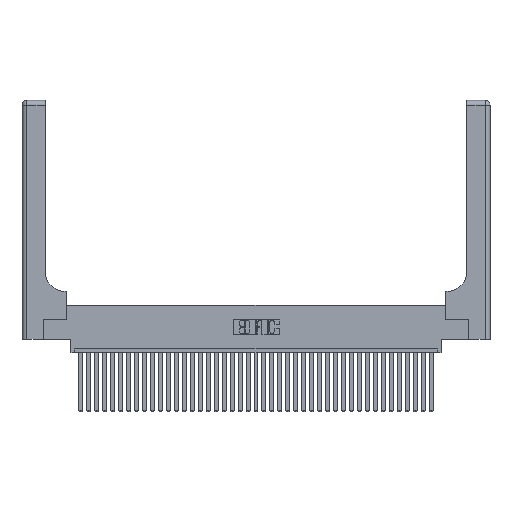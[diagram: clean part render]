
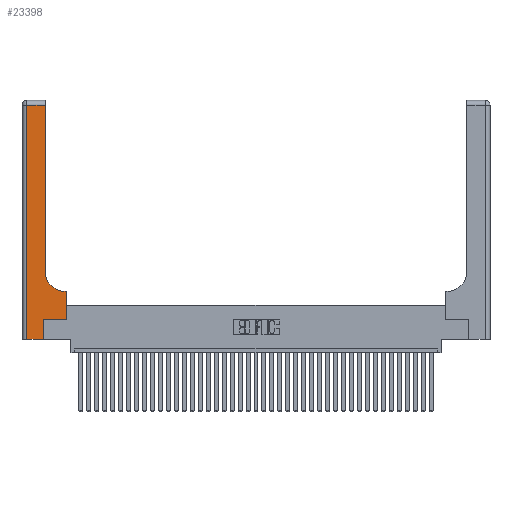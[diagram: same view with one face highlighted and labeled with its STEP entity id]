
A CAD part, top view. The second image highlights one B-rep face of the part: STEP entity #23398.
In plain terms, the highlighted planar face has unit normal (0, 0, 1).
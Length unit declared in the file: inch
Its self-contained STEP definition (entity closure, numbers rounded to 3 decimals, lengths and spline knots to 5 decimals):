
#505 = LINE ( 'NONE', #19362, #3317 ) ;
#658 = CARTESIAN_POINT ( 'NONE',  ( 0.5585, 0.25, 0.37 ) ) ;
#685 = EDGE_CURVE ( 'NONE', #10017, #7063, #15314, .T. ) ;
#2373 = FACE_OUTER_BOUND ( 'NONE', #18874, .T. ) ;
#2617 = LINE ( 'NONE', #24743, #10497 ) ;
#3317 = VECTOR ( 'NONE', #24978, 39.37008 ) ;
#5218 = VECTOR ( 'NONE', #29115, 39.37008 ) ;
#5892 = ORIENTED_EDGE ( 'NONE', *, *, #685, .T. ) ;
#5971 = DIRECTION ( 'NONE',  ( -1., 0., 0. ) ) ;
#6249 = CARTESIAN_POINT ( 'NONE',  ( 0.5415, 0.6, 0.37 ) ) ;
#6761 = EDGE_CURVE ( 'NONE', #24458, #33261, #25500, .T. ) ;
#6777 = ORIENTED_EDGE ( 'NONE', *, *, #32847, .T. ) ;
#6950 = LINE ( 'NONE', #658, #37778 ) ;
#7063 = VERTEX_POINT ( 'NONE', #25239 ) ;
#7073 = EDGE_CURVE ( 'NONE', #14189, #17442, #22645, .T. ) ;
#7721 = CARTESIAN_POINT ( 'NONE',  ( 0.06, 2.94, 0.37 ) ) ;
#8256 = CARTESIAN_POINT ( 'NONE',  ( 0.269, 0., 0.37 ) ) ;
#8781 = DIRECTION ( 'NONE',  ( 0., -1., 0. ) ) ;
#9682 = DIRECTION ( 'NONE',  ( -1., 0., 0. ) ) ;
#10017 = VERTEX_POINT ( 'NONE', #23302 ) ;
#10497 = VECTOR ( 'NONE', #15726, 39.37008 ) ;
#10609 = ORIENTED_EDGE ( 'NONE', *, *, #17207, .T. ) ;
#11689 = ORIENTED_EDGE ( 'NONE', *, *, #26432, .T. ) ;
#11709 = PLANE ( 'NONE',  #15203 ) ;
#11887 = VECTOR ( 'NONE', #24674, 39.37008 ) ;
#11943 = VERTEX_POINT ( 'NONE', #19307 ) ;
#12073 = CARTESIAN_POINT ( 'NONE',  ( 0., 3., 0.37 ) ) ;
#14189 = VERTEX_POINT ( 'NONE', #7721 ) ;
#15203 = AXIS2_PLACEMENT_3D ( 'NONE', #12073, #18085, #5971 ) ;
#15314 = LINE ( 'NONE', #18192, #19523 ) ;
#15443 = ORIENTED_EDGE ( 'NONE', *, *, #33691, .T. ) ;
#15726 = DIRECTION ( 'NONE',  ( 0., 1., 0. ) ) ;
#17207 = EDGE_CURVE ( 'NONE', #19557, #24458, #33661, .T. ) ;
#17442 = VERTEX_POINT ( 'NONE', #29392 ) ;
#17874 = DIRECTION ( 'NONE',  ( 0., 0., -1. ) ) ;
#17952 = LINE ( 'NONE', #21416, #11887 ) ;
#18001 = VECTOR ( 'NONE', #8781, 39.37008 ) ;
#18070 = DIRECTION ( 'NONE',  ( 1., 0., 0. ) ) ;
#18085 = DIRECTION ( 'NONE',  ( 0., 0., -1. ) ) ;
#18192 = CARTESIAN_POINT ( 'NONE',  ( 0.269, 0.25, 0.37 ) ) ;
#18874 = EDGE_LOOP ( 'NONE', ( #6777, #15443, #34906, #11689, #27318, #5892, #33922, #10609, #33441 ) ) ;
#18883 = DIRECTION ( 'NONE',  ( 0., 1., 0. ) ) ;
#19307 = CARTESIAN_POINT ( 'NONE',  ( 0.2915, 2.94, 0.37 ) ) ;
#19362 = CARTESIAN_POINT ( 'NONE',  ( 0.269, 0., 0.37 ) ) ;
#19523 = VECTOR ( 'NONE', #18070, 39.37008 ) ;
#19557 = VERTEX_POINT ( 'NONE', #26400 ) ;
#19749 = VECTOR ( 'NONE', #9682, 39.37008 ) ;
#20839 = CARTESIAN_POINT ( 'NONE',  ( 0.2915, 0.85, 0.37 ) ) ;
#21301 = AXIS2_PLACEMENT_3D ( 'NONE', #38489, #17874, #38609 ) ;
#21416 = CARTESIAN_POINT ( 'NONE',  ( 0., 0., 0.37 ) ) ;
#22645 = LINE ( 'NONE', #23779, #18001 ) ;
#22882 = EDGE_CURVE ( 'NONE', #31900, #10017, #505, .T. ) ;
#23302 = CARTESIAN_POINT ( 'NONE',  ( 0.269, 0.25, 0.37 ) ) ;
#23398 = ADVANCED_FACE ( 'NONE', ( #2373 ), #11709, .F. ) ;
#23779 = CARTESIAN_POINT ( 'NONE',  ( 0.06, 3., 0.37 ) ) ;
#24458 = VERTEX_POINT ( 'NONE', #6249 ) ;
#24674 = DIRECTION ( 'NONE',  ( 1., 0., 0. ) ) ;
#24743 = CARTESIAN_POINT ( 'NONE',  ( 0.2915, 3., 0.37 ) ) ;
#24978 = DIRECTION ( 'NONE',  ( 0., 1., 0. ) ) ;
#25239 = CARTESIAN_POINT ( 'NONE',  ( 0.5585, 0.25, 0.37 ) ) ;
#25500 = CIRCLE ( 'NONE', #21301, 0.25 ) ;
#26400 = CARTESIAN_POINT ( 'NONE',  ( 0.5585, 0.6, 0.37 ) ) ;
#26432 = EDGE_CURVE ( 'NONE', #17442, #31900, #17952, .T. ) ;
#27318 = ORIENTED_EDGE ( 'NONE', *, *, #22882, .T. ) ;
#27550 = CARTESIAN_POINT ( 'NONE',  ( 0., 2.94, 0.37 ) ) ;
#27705 = LINE ( 'NONE', #27550, #19749 ) ;
#29115 = DIRECTION ( 'NONE',  ( -1., 0., 0. ) ) ;
#29392 = CARTESIAN_POINT ( 'NONE',  ( 0.06, 0., 0.37 ) ) ;
#31624 = CARTESIAN_POINT ( 'NONE',  ( 0.2915, 0.6, 0.37 ) ) ;
#31900 = VERTEX_POINT ( 'NONE', #8256 ) ;
#32847 = EDGE_CURVE ( 'NONE', #33261, #11943, #2617, .T. ) ;
#33261 = VERTEX_POINT ( 'NONE', #20839 ) ;
#33441 = ORIENTED_EDGE ( 'NONE', *, *, #6761, .T. ) ;
#33661 = LINE ( 'NONE', #31624, #5218 ) ;
#33691 = EDGE_CURVE ( 'NONE', #11943, #14189, #27705, .T. ) ;
#33922 = ORIENTED_EDGE ( 'NONE', *, *, #36464, .T. ) ;
#34906 = ORIENTED_EDGE ( 'NONE', *, *, #7073, .T. ) ;
#36464 = EDGE_CURVE ( 'NONE', #7063, #19557, #6950, .T. ) ;
#37778 = VECTOR ( 'NONE', #18883, 39.37008 ) ;
#38489 = CARTESIAN_POINT ( 'NONE',  ( 0.5415, 0.85, 0.37 ) ) ;
#38609 = DIRECTION ( 'NONE',  ( 1., 0., 0. ) ) ;
